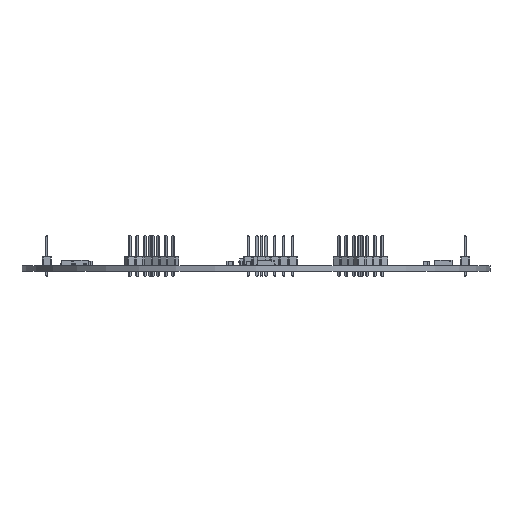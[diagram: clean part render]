
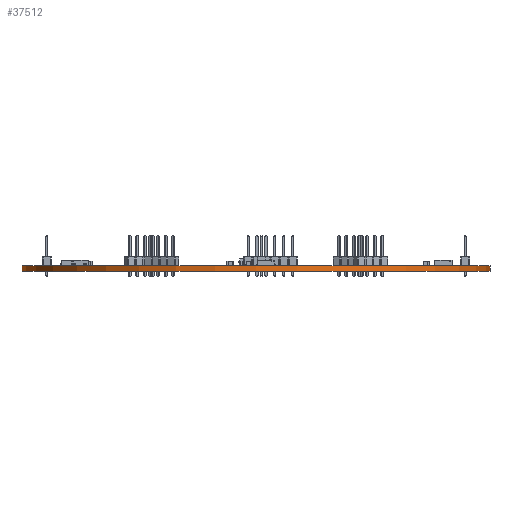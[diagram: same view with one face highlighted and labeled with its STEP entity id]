
A CAD part, front view. The second image highlights one B-rep face of the part: STEP entity #37512.
In plain terms, the highlighted cylindrical face has radius 67 mm (diameter 134 mm), a full revolution.
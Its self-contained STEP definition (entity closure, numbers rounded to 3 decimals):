
#37512 = ADVANCED_FACE('',(#37513),#37527,.T.);
#37513 = FACE_BOUND('',#37514,.F.);
#37514 = EDGE_LOOP('',(#37515,#37545,#37572,#37573));
#37515 = ORIENTED_EDGE('',*,*,#37516,.T.);
#37516 = EDGE_CURVE('',#37517,#37519,#37521,.T.);
#37517 = VERTEX_POINT('',#37518);
#37518 = CARTESIAN_POINT('',(203.85,-90.17,0.));
#37519 = VERTEX_POINT('',#37520);
#37520 = CARTESIAN_POINT('',(203.85,-90.17,1.6));
#37521 = SEAM_CURVE('',#37522,(#37526,#37538),.PCURVE_S1.);
#37522 = LINE('',#37523,#37524);
#37523 = CARTESIAN_POINT('',(203.85,-90.17,0.));
#37524 = VECTOR('',#37525,1.);
#37525 = DIRECTION('',(0.,0.,1.));
#37526 = PCURVE('',#37527,#37532);
#37527 = CYLINDRICAL_SURFACE('',#37528,67.);
#37528 = AXIS2_PLACEMENT_3D('',#37529,#37530,#37531);
#37529 = CARTESIAN_POINT('',(136.85,-90.17,0.));
#37530 = DIRECTION('',(0.,0.,-1.));
#37531 = DIRECTION('',(1.,0.,0.));
#37532 = DEFINITIONAL_REPRESENTATION('',(#37533),#37537);
#37533 = LINE('',#37534,#37535);
#37534 = CARTESIAN_POINT('',(0.,0.));
#37535 = VECTOR('',#37536,1.);
#37536 = DIRECTION('',(0.,-1.));
#37537 = ( GEOMETRIC_REPRESENTATION_CONTEXT(2) 
PARAMETRIC_REPRESENTATION_CONTEXT() REPRESENTATION_CONTEXT('2D SPACE',''
  ) );
#37538 = PCURVE('',#37527,#37539);
#37539 = DEFINITIONAL_REPRESENTATION('',(#37540),#37544);
#37540 = LINE('',#37541,#37542);
#37541 = CARTESIAN_POINT('',(-6.283,0.));
#37542 = VECTOR('',#37543,1.);
#37543 = DIRECTION('',(0.,-1.));
#37544 = ( GEOMETRIC_REPRESENTATION_CONTEXT(2) 
PARAMETRIC_REPRESENTATION_CONTEXT() REPRESENTATION_CONTEXT('2D SPACE',''
  ) );
#37545 = ORIENTED_EDGE('',*,*,#37546,.T.);
#37546 = EDGE_CURVE('',#37519,#37519,#37547,.T.);
#37547 = SURFACE_CURVE('',#37548,(#37553,#37560),.PCURVE_S1.);
#37548 = CIRCLE('',#37549,67.);
#37549 = AXIS2_PLACEMENT_3D('',#37550,#37551,#37552);
#37550 = CARTESIAN_POINT('',(136.85,-90.17,1.6));
#37551 = DIRECTION('',(0.,0.,1.));
#37552 = DIRECTION('',(1.,0.,0.));
#37553 = PCURVE('',#37527,#37554);
#37554 = DEFINITIONAL_REPRESENTATION('',(#37555),#37559);
#37555 = LINE('',#37556,#37557);
#37556 = CARTESIAN_POINT('',(0.,-1.6));
#37557 = VECTOR('',#37558,1.);
#37558 = DIRECTION('',(-1.,0.));
#37559 = ( GEOMETRIC_REPRESENTATION_CONTEXT(2) 
PARAMETRIC_REPRESENTATION_CONTEXT() REPRESENTATION_CONTEXT('2D SPACE',''
  ) );
#37560 = PCURVE('',#37561,#37566);
#37561 = PLANE('',#37562);
#37562 = AXIS2_PLACEMENT_3D('',#37563,#37564,#37565);
#37563 = CARTESIAN_POINT('',(136.85,-90.17,1.6));
#37564 = DIRECTION('',(0.,0.,1.));
#37565 = DIRECTION('',(1.,0.,0.));
#37566 = DEFINITIONAL_REPRESENTATION('',(#37567),#37571);
#37567 = CIRCLE('',#37568,67.);
#37568 = AXIS2_PLACEMENT_2D('',#37569,#37570);
#37569 = CARTESIAN_POINT('',(0.,0.));
#37570 = DIRECTION('',(1.,0.));
#37571 = ( GEOMETRIC_REPRESENTATION_CONTEXT(2) 
PARAMETRIC_REPRESENTATION_CONTEXT() REPRESENTATION_CONTEXT('2D SPACE',''
  ) );
#37572 = ORIENTED_EDGE('',*,*,#37516,.F.);
#37573 = ORIENTED_EDGE('',*,*,#37574,.F.);
#37574 = EDGE_CURVE('',#37517,#37517,#37575,.T.);
#37575 = SURFACE_CURVE('',#37576,(#37581,#37588),.PCURVE_S1.);
#37576 = CIRCLE('',#37577,67.);
#37577 = AXIS2_PLACEMENT_3D('',#37578,#37579,#37580);
#37578 = CARTESIAN_POINT('',(136.85,-90.17,0.));
#37579 = DIRECTION('',(0.,0.,1.));
#37580 = DIRECTION('',(1.,0.,0.));
#37581 = PCURVE('',#37527,#37582);
#37582 = DEFINITIONAL_REPRESENTATION('',(#37583),#37587);
#37583 = LINE('',#37584,#37585);
#37584 = CARTESIAN_POINT('',(0.,0.));
#37585 = VECTOR('',#37586,1.);
#37586 = DIRECTION('',(-1.,0.));
#37587 = ( GEOMETRIC_REPRESENTATION_CONTEXT(2) 
PARAMETRIC_REPRESENTATION_CONTEXT() REPRESENTATION_CONTEXT('2D SPACE',''
  ) );
#37588 = PCURVE('',#37589,#37594);
#37589 = PLANE('',#37590);
#37590 = AXIS2_PLACEMENT_3D('',#37591,#37592,#37593);
#37591 = CARTESIAN_POINT('',(136.85,-90.17,0.));
#37592 = DIRECTION('',(0.,0.,1.));
#37593 = DIRECTION('',(1.,0.,0.));
#37594 = DEFINITIONAL_REPRESENTATION('',(#37595),#37599);
#37595 = CIRCLE('',#37596,67.);
#37596 = AXIS2_PLACEMENT_2D('',#37597,#37598);
#37597 = CARTESIAN_POINT('',(0.,0.));
#37598 = DIRECTION('',(1.,0.));
#37599 = ( GEOMETRIC_REPRESENTATION_CONTEXT(2) 
PARAMETRIC_REPRESENTATION_CONTEXT() REPRESENTATION_CONTEXT('2D SPACE',''
  ) );
